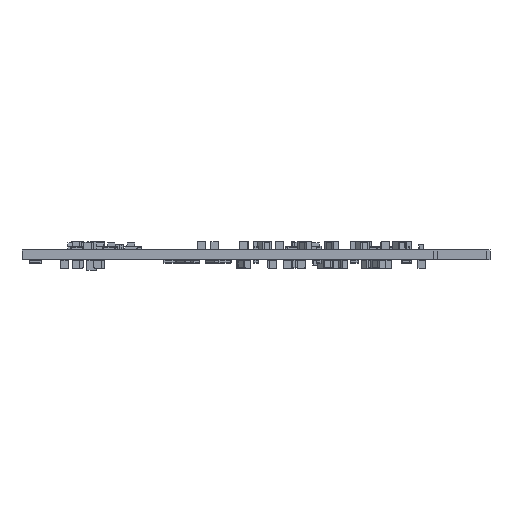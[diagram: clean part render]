
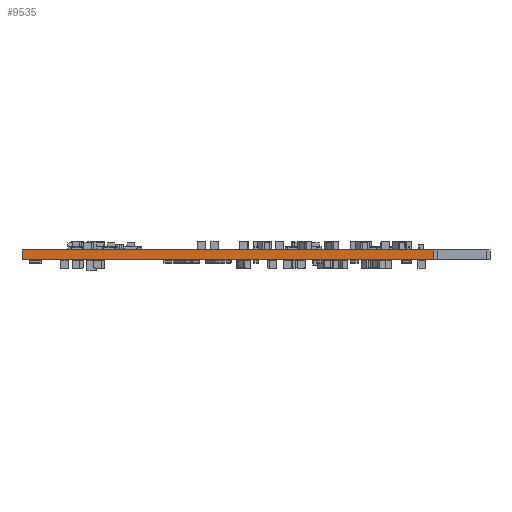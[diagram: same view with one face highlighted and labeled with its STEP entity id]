
A CAD part, left-side view. The second image highlights one B-rep face of the part: STEP entity #9535.
In plain terms, the highlighted planar face has unit normal (-1, 0, 0).
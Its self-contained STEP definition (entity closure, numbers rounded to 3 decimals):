
#8837 = VERTEX_POINT('',#8838);
#8838 = CARTESIAN_POINT('',(59.8,-125.4,0.));
#8844 = EDGE_CURVE('',#8837,#8845,#8847,.T.);
#8845 = VERTEX_POINT('',#8846);
#8846 = CARTESIAN_POINT('',(59.8,-59.5,0.));
#8847 = LINE('',#8848,#8849);
#8848 = CARTESIAN_POINT('',(59.8,-125.4,0.));
#8849 = VECTOR('',#8850,1.);
#8850 = DIRECTION('',(0.,1.,0.));
#9221 = VERTEX_POINT('',#9222);
#9222 = CARTESIAN_POINT('',(59.8,-125.4,1.6));
#9228 = EDGE_CURVE('',#9221,#9229,#9231,.T.);
#9229 = VERTEX_POINT('',#9230);
#9230 = CARTESIAN_POINT('',(59.8,-59.5,1.6));
#9231 = LINE('',#9232,#9233);
#9232 = CARTESIAN_POINT('',(59.8,-125.4,1.6));
#9233 = VECTOR('',#9234,1.);
#9234 = DIRECTION('',(0.,1.,0.));
#9505 = EDGE_CURVE('',#8845,#9229,#9506,.T.);
#9506 = LINE('',#9507,#9508);
#9507 = CARTESIAN_POINT('',(59.8,-59.5,0.));
#9508 = VECTOR('',#9509,1.);
#9509 = DIRECTION('',(0.,0.,1.));
#9535 = ADVANCED_FACE('',(#9536),#9547,.T.);
#9536 = FACE_BOUND('',#9537,.T.);
#9537 = EDGE_LOOP('',(#9538,#9544,#9545,#9546));
#9538 = ORIENTED_EDGE('',*,*,#9539,.T.);
#9539 = EDGE_CURVE('',#8837,#9221,#9540,.T.);
#9540 = LINE('',#9541,#9542);
#9541 = CARTESIAN_POINT('',(59.8,-125.4,0.));
#9542 = VECTOR('',#9543,1.);
#9543 = DIRECTION('',(0.,0.,1.));
#9544 = ORIENTED_EDGE('',*,*,#9228,.T.);
#9545 = ORIENTED_EDGE('',*,*,#9505,.F.);
#9546 = ORIENTED_EDGE('',*,*,#8844,.F.);
#9547 = PLANE('',#9548);
#9548 = AXIS2_PLACEMENT_3D('',#9549,#9550,#9551);
#9549 = CARTESIAN_POINT('',(59.8,-125.4,0.));
#9550 = DIRECTION('',(-1.,0.,0.));
#9551 = DIRECTION('',(0.,1.,0.));
